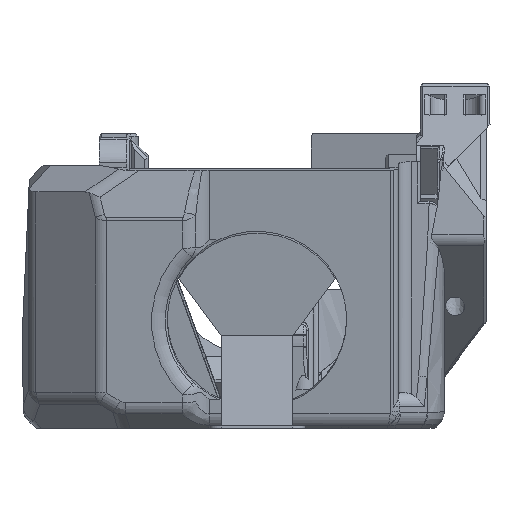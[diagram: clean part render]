
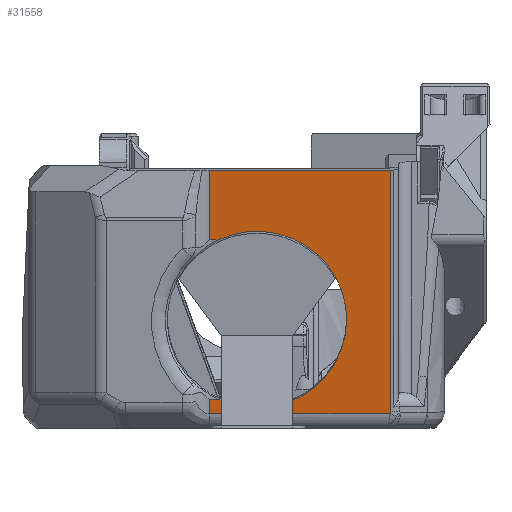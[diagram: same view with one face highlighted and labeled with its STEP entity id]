
A CAD part, left-side view. The second image highlights one B-rep face of the part: STEP entity #31558.
In plain terms, the highlighted planar face has unit normal (-0.985, 0, -0.174).
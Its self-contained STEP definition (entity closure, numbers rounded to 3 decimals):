
#1102=B_SPLINE_CURVE_WITH_KNOTS('',3,(#49462,#49463,#49464,#49465),
 .UNSPECIFIED.,.F.,.F.,(4,4),(0.,0.001),.UNSPECIFIED.);
#1109=B_SPLINE_CURVE_WITH_KNOTS('',3,(#49605,#49606,#49607,#49608),
 .UNSPECIFIED.,.F.,.F.,(4,4),(0.,0.001),.UNSPECIFIED.);
#1893=ELLIPSE('',#33979,1.92,1.);
#2329=CIRCLE('',#33980,14.);
#5628=ORIENTED_EDGE('',*,*,#14208,.T.);
#5629=ORIENTED_EDGE('',*,*,#14270,.T.);
#5630=ORIENTED_EDGE('',*,*,#14268,.F.);
#5631=ORIENTED_EDGE('',*,*,#14271,.F.);
#5632=ORIENTED_EDGE('',*,*,#14272,.T.);
#5633=ORIENTED_EDGE('',*,*,#14273,.T.);
#5634=ORIENTED_EDGE('',*,*,#14274,.T.);
#5635=ORIENTED_EDGE('',*,*,#14211,.T.);
#5636=ORIENTED_EDGE('',*,*,#14209,.T.);
#14208=EDGE_CURVE('',#18511,#18583,#21385,.T.);
#14209=EDGE_CURVE('',#18584,#18511,#21386,.F.);
#14211=EDGE_CURVE('',#18585,#18584,#1102,.T.);
#14268=EDGE_CURVE('',#18623,#18624,#21429,.F.);
#14270=EDGE_CURVE('',#18583,#18624,#1893,.F.);
#14271=EDGE_CURVE('',#18625,#18623,#21430,.T.);
#14272=EDGE_CURVE('',#18625,#18626,#21431,.F.);
#14273=EDGE_CURVE('',#18626,#18627,#1109,.F.);
#14274=EDGE_CURVE('',#18627,#18585,#2329,.T.);
#18511=VERTEX_POINT('',#49172);
#18583=VERTEX_POINT('',#49429);
#18584=VERTEX_POINT('',#49433);
#18585=VERTEX_POINT('',#49466);
#18623=VERTEX_POINT('',#49595);
#18624=VERTEX_POINT('',#49597);
#18625=VERTEX_POINT('',#49602);
#18626=VERTEX_POINT('',#49604);
#18627=VERTEX_POINT('',#49609);
#21385=LINE('',#49430,#24284);
#21386=LINE('',#49432,#24285);
#21429=LINE('',#49596,#24328);
#21430=LINE('',#49601,#24329);
#21431=LINE('',#49603,#24330);
#24284=VECTOR('',#38486,1000.);
#24285=VECTOR('',#38489,1000.);
#24328=VECTOR('',#38578,1000.);
#24329=VECTOR('',#38585,1000.);
#24330=VECTOR('',#38586,1000.);
#26577=EDGE_LOOP('',(#5628,#5629,#5630,#5631,#5632,#5633,#5634,#5635,#5636));
#28553=FACE_BOUND('',#26577,.T.);
#30295=PLANE('',#33978);
#31558=ADVANCED_FACE('',(#28553),#30295,.F.);
#33978=AXIS2_PLACEMENT_3D('',#49599,#38581,#38582);
#33979=AXIS2_PLACEMENT_3D('',#49600,#38583,#38584);
#33980=AXIS2_PLACEMENT_3D('',#49610,#38587,#38588);
#38486=DIRECTION('',(0.,-1.,0.));
#38489=DIRECTION('',(-0.174,0.,0.985));
#38578=DIRECTION('',(-0.174,0.,0.985));
#38581=DIRECTION('',(0.985,0.,0.174));
#38582=DIRECTION('',(-0.174,0.,0.985));
#38583=DIRECTION('',(0.985,0.,0.174));
#38584=DIRECTION('',(0.126,-0.686,-0.716));
#38585=DIRECTION('',(0.,-1.,0.));
#38586=DIRECTION('',(-0.174,0.,0.985));
#38587=DIRECTION('',(0.985,0.,0.174));
#38588=DIRECTION('',(-0.174,0.,0.985));
#49172=CARTESIAN_POINT('',(-27.864,12.27,2.262));
#49429=CARTESIAN_POINT('',(-27.864,-15.951,2.262));
#49430=CARTESIAN_POINT('',(-27.864,-14.655,2.262));
#49432=CARTESIAN_POINT('',(-31.185,12.27,21.099));
#49433=CARTESIAN_POINT('',(-28.255,12.27,4.482));
#49462=CARTESIAN_POINT('',(-28.27,10.952,4.562));
#49463=CARTESIAN_POINT('',(-28.27,11.393,4.564));
#49464=CARTESIAN_POINT('',(-28.265,11.833,4.537));
#49465=CARTESIAN_POINT('',(-28.255,12.27,4.482));
#49466=CARTESIAN_POINT('',(-28.27,10.952,4.562));
#49595=CARTESIAN_POINT('',(-34.572,-16.002,40.304));
#49596=CARTESIAN_POINT('',(-7.663,-16.002,-112.301));
#49597=CARTESIAN_POINT('',(-27.916,-16.002,2.558));
#49599=CARTESIAN_POINT('',(-31.185,24.853,21.099));
#49600=CARTESIAN_POINT('',(-28.071,-14.497,3.435));
#49601=CARTESIAN_POINT('',(-34.572,24.853,40.304));
#49602=CARTESIAN_POINT('',(-34.572,12.27,40.304));
#49603=CARTESIAN_POINT('',(-31.185,12.27,21.099));
#49604=CARTESIAN_POINT('',(-32.66,12.27,29.463));
#49605=CARTESIAN_POINT('',(-32.646,10.952,29.383));
#49606=CARTESIAN_POINT('',(-32.646,11.393,29.381));
#49607=CARTESIAN_POINT('',(-32.651,11.833,29.409));
#49608=CARTESIAN_POINT('',(-32.66,12.27,29.463));
#49609=CARTESIAN_POINT('',(-32.646,10.952,29.383));
#49610=CARTESIAN_POINT('',(-30.458,4.853,16.973));
